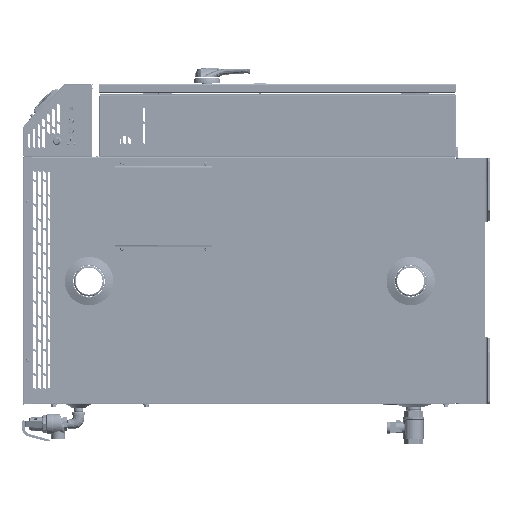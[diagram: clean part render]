
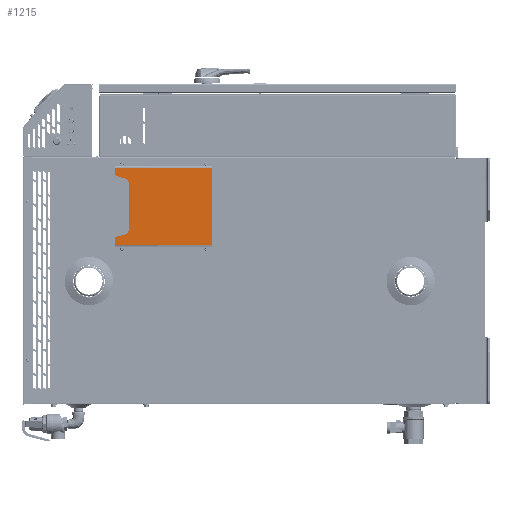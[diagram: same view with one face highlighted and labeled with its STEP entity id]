
A CAD part, left-side view. The second image highlights one B-rep face of the part: STEP entity #1215.
In plain terms, the highlighted planar face has unit normal (-1, 0, 0).
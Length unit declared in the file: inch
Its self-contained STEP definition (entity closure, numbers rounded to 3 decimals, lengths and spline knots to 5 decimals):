
#1215 = ADVANCED_FACE ( 'NONE', ( #304909 ), #277227, .F. ) ;
#14486 = CARTESIAN_POINT ( 'NONE',  ( -14.75, 42.50513, 4.0718 ) ) ;
#14604 = DIRECTION ( 'NONE',  ( 1., 0., 0. ) ) ;
#23010 = DIRECTION ( 'NONE',  ( 0., 0., -1. ) ) ;
#24826 = CARTESIAN_POINT ( 'NONE',  ( -14.75, 42.38013, 4.91338 ) ) ;
#27924 = AXIS2_PLACEMENT_3D ( 'NONE', #389638, #419368, #417279 ) ;
#28429 = VECTOR ( 'NONE', #60304, 39.37008 ) ;
#29714 = EDGE_CURVE ( 'NONE', #128606, #397468, #301247, .T. ) ;
#40677 = DIRECTION ( 'NONE',  ( 0., 0., -1. ) ) ;
#44787 = DIRECTION ( 'NONE',  ( 0., 0., 1. ) ) ;
#45254 = CARTESIAN_POINT ( 'NONE',  ( -14.75, 42.50513, 12.03342 ) ) ;
#54791 = LINE ( 'NONE', #184082, #116572 ) ;
#56155 = CARTESIAN_POINT ( 'NONE',  ( -14.75, 41.00513, 5.41122 ) ) ;
#57556 = LINE ( 'NONE', #320229, #359359 ) ;
#60250 = VERTEX_POINT ( 'NONE', #195938 ) ;
#60304 = DIRECTION ( 'NONE',  ( 0., 1., 0. ) ) ;
#62416 = LINE ( 'NONE', #191688, #28429 ) ;
#63737 = DIRECTION ( 'NONE',  ( 0., 0., -1. ) ) ;
#64158 = VERTEX_POINT ( 'NONE', #356939 ) ;
#68362 = ORIENTED_EDGE ( 'NONE', *, *, #161765, .T. ) ;
#90112 = DIRECTION ( 'NONE',  ( 0., 0., -1. ) ) ;
#100585 = VECTOR ( 'NONE', #44787, 39.37008 ) ;
#109143 = VERTEX_POINT ( 'NONE', #292231 ) ;
#116146 = CIRCLE ( 'NONE', #407132, 0.5 ) ;
#116572 = VECTOR ( 'NONE', #23010, 39.37008 ) ;
#117072 = ORIENTED_EDGE ( 'NONE', *, *, #307684, .T. ) ;
#125892 = VERTEX_POINT ( 'NONE', #45254 ) ;
#125964 = ORIENTED_EDGE ( 'NONE', *, *, #134446, .T. ) ;
#126488 = CARTESIAN_POINT ( 'NONE',  ( -14.75, 41.37572, 11.63488 ) ) ;
#126636 = CIRCLE ( 'NONE', #241573, 0.125 ) ;
#128606 = VERTEX_POINT ( 'NONE', #351788 ) ;
#130118 = LINE ( 'NONE', #271321, #260607 ) ;
#130236 = VECTOR ( 'NONE', #90112, 39.37008 ) ;
#133620 = LINE ( 'NONE', #360372, #384639 ) ;
#134446 = EDGE_CURVE ( 'NONE', #125892, #374430, #365143, .T. ) ;
#135995 = DIRECTION ( 'NONE',  ( 0., 0., -1. ) ) ;
#139992 = DIRECTION ( 'NONE',  ( 0., -1., 0. ) ) ;
#145507 = EDGE_CURVE ( 'NONE', #60250, #64158, #378254, .T. ) ;
#148972 = EDGE_CURVE ( 'NONE', #109143, #60250, #116146, .T. ) ;
#157127 = DIRECTION ( 'NONE',  ( 0., -0.966, -0.259 ) ) ;
#161765 = EDGE_CURVE ( 'NONE', #177485, #125892, #54791, .T. ) ;
#177485 = VERTEX_POINT ( 'NONE', #305803 ) ;
#184082 = CARTESIAN_POINT ( 'NONE',  ( -14.75, 42.50513, 3.9734 ) ) ;
#191688 = CARTESIAN_POINT ( 'NONE',  ( -14.75, 31.5481, 12.875 ) ) ;
#195938 = CARTESIAN_POINT ( 'NONE',  ( -14.75, 41.37572, 5.31192 ) ) ;
#197151 = CARTESIAN_POINT ( 'NONE',  ( -14.75, 41.00513, 11.15191 ) ) ;
#199003 = DIRECTION ( 'NONE',  ( -1., 0., 0. ) ) ;
#203696 = VERTEX_POINT ( 'NONE', #14486 ) ;
#213089 = CARTESIAN_POINT ( 'NONE',  ( -14.75, 42.50513, 3.9734 ) ) ;
#218254 = ORIENTED_EDGE ( 'NONE', *, *, #29714, .T. ) ;
#220016 = CARTESIAN_POINT ( 'NONE',  ( -14.75, 42.50513, 4.91338 ) ) ;
#221611 = ORIENTED_EDGE ( 'NONE', *, *, #148972, .T. ) ;
#222114 = ORIENTED_EDGE ( 'NONE', *, *, #145507, .T. ) ;
#224139 = ORIENTED_EDGE ( 'NONE', *, *, #323535, .T. ) ;
#225233 = ORIENTED_EDGE ( 'NONE', *, *, #351158, .T. ) ;
#229344 = CARTESIAN_POINT ( 'NONE',  ( -14.75, 41.50513, 5.79489 ) ) ;
#241573 = AXIS2_PLACEMENT_3D ( 'NONE', #24826, #406378, #285447 ) ;
#250138 = AXIS2_PLACEMENT_3D ( 'NONE', #319874, #199003, #328239 ) ;
#259044 = DIRECTION ( 'NONE',  ( 1., 0., 0. ) ) ;
#260607 = VECTOR ( 'NONE', #139992, 39.37008 ) ;
#271321 = CARTESIAN_POINT ( 'NONE',  ( -14.75, 42.50513, 4.0718 ) ) ;
#274307 = ORIENTED_EDGE ( 'NONE', *, *, #318688, .T. ) ;
#275149 = CARTESIAN_POINT ( 'NONE',  ( -14.75, 37.00513, 8.4734 ) ) ;
#277227 = PLANE ( 'NONE',  #353640 ) ;
#282104 = VERTEX_POINT ( 'NONE', #126488 ) ;
#285447 = DIRECTION ( 'NONE',  ( 0., 0., -1. ) ) ;
#286894 = CARTESIAN_POINT ( 'NONE',  ( -14.75, 31.60353, 12.875 ) ) ;
#292231 = CARTESIAN_POINT ( 'NONE',  ( -14.75, 41.00513, 5.79489 ) ) ;
#295117 = EDGE_CURVE ( 'NONE', #397468, #177485, #62416, .T. ) ;
#297396 = EDGE_LOOP ( 'NONE', ( #224139, #221611, #222114, #225233, #117072, #274307, #218254, #301751, #68362, #125964, #368564, #368278 ) ) ;
#301247 = LINE ( 'NONE', #371058, #100585 ) ;
#301751 = ORIENTED_EDGE ( 'NONE', *, *, #295117, .T. ) ;
#304909 = FACE_OUTER_BOUND ( 'NONE', #297396, .T. ) ;
#305803 = CARTESIAN_POINT ( 'NONE',  ( -14.75, 42.50513, 12.875 ) ) ;
#306160 = EDGE_CURVE ( 'NONE', #282104, #382930, #407021, .T. ) ;
#307684 = EDGE_CURVE ( 'NONE', #388437, #203696, #378310, .T. ) ;
#311750 = CARTESIAN_POINT ( 'NONE',  ( -14.75, 42.41248, 11.91268 ) ) ;
#318688 = EDGE_CURVE ( 'NONE', #203696, #128606, #130118, .T. ) ;
#319874 = CARTESIAN_POINT ( 'NONE',  ( -14.75, 42.38013, 12.03342 ) ) ;
#320229 = CARTESIAN_POINT ( 'NONE',  ( -14.75, 42.50513, 11.9375 ) ) ;
#323535 = EDGE_CURVE ( 'NONE', #382930, #109143, #133620, .T. ) ;
#328239 = DIRECTION ( 'NONE',  ( 0., 0., -1. ) ) ;
#340694 = EDGE_CURVE ( 'NONE', #374430, #282104, #57556, .T. ) ;
#351158 = EDGE_CURVE ( 'NONE', #64158, #388437, #126636, .T. ) ;
#351788 = CARTESIAN_POINT ( 'NONE',  ( -14.75, 31.60353, 4.0718 ) ) ;
#353640 = AXIS2_PLACEMENT_3D ( 'NONE', #275149, #14604, #135995 ) ;
#356939 = CARTESIAN_POINT ( 'NONE',  ( -14.75, 42.41248, 5.03412 ) ) ;
#359359 = VECTOR ( 'NONE', #157127, 39.37008 ) ;
#359374 = VECTOR ( 'NONE', #371973, 39.37008 ) ;
#360372 = CARTESIAN_POINT ( 'NONE',  ( -14.75, 41.00513, 11.53558 ) ) ;
#365143 = CIRCLE ( 'NONE', #250138, 0.125 ) ;
#368278 = ORIENTED_EDGE ( 'NONE', *, *, #306160, .T. ) ;
#368564 = ORIENTED_EDGE ( 'NONE', *, *, #340694, .T. ) ;
#371058 = CARTESIAN_POINT ( 'NONE',  ( -14.75, 31.60353, 4.01637 ) ) ;
#371973 = DIRECTION ( 'NONE',  ( 0., 0.966, -0.259 ) ) ;
#374430 = VERTEX_POINT ( 'NONE', #311750 ) ;
#378254 = LINE ( 'NONE', #56155, #359374 ) ;
#378310 = LINE ( 'NONE', #213089, #130236 ) ;
#382930 = VERTEX_POINT ( 'NONE', #197151 ) ;
#384639 = VECTOR ( 'NONE', #63737, 39.37008 ) ;
#388437 = VERTEX_POINT ( 'NONE', #220016 ) ;
#389638 = CARTESIAN_POINT ( 'NONE',  ( -14.75, 41.50513, 11.15191 ) ) ;
#397468 = VERTEX_POINT ( 'NONE', #286894 ) ;
#406378 = DIRECTION ( 'NONE',  ( -1., 0., 0. ) ) ;
#407021 = CIRCLE ( 'NONE', #27924, 0.5 ) ;
#407132 = AXIS2_PLACEMENT_3D ( 'NONE', #229344, #259044, #40677 ) ;
#417279 = DIRECTION ( 'NONE',  ( 0., 0., -1. ) ) ;
#419368 = DIRECTION ( 'NONE',  ( 1., 0., 0. ) ) ;
